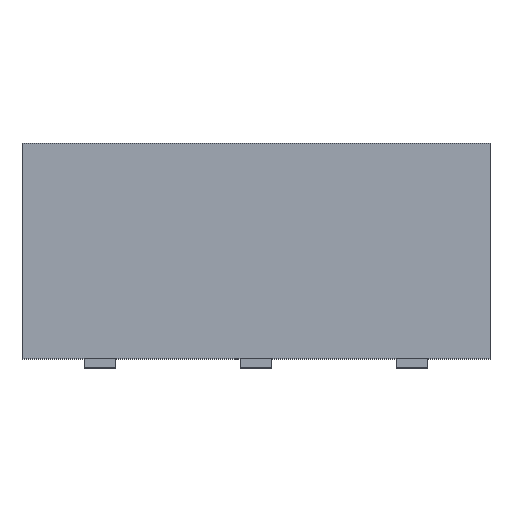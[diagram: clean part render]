
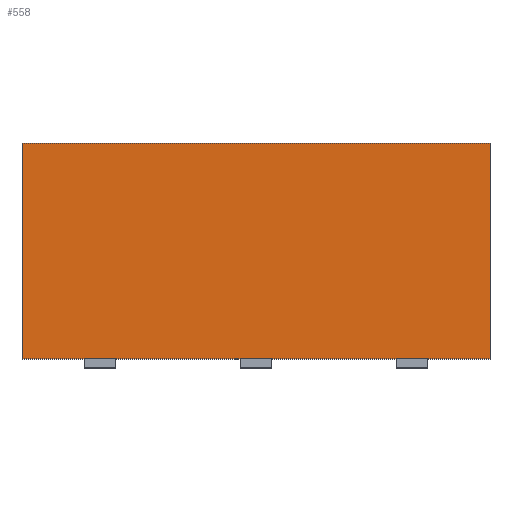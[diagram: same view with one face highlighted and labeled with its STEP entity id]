
A CAD part, top view. The second image highlights one B-rep face of the part: STEP entity #558.
In plain terms, the highlighted planar face has unit normal (0, 0, 1).
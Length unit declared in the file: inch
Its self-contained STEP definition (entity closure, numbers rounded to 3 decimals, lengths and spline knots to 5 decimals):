
#558 = ADVANCED_FACE( '', ( #1131 ), #1132, .F. );
#1131 = FACE_OUTER_BOUND( '', #1709, .T. );
#1132 = PLANE( '', #1710 );
#1709 = EDGE_LOOP( '', ( #3269, #3270, #3271, #3272 ) );
#1710 = AXIS2_PLACEMENT_3D( '', #3273, #3274, #3275 );
#3269 = ORIENTED_EDGE( '', *, *, #3838, .T. );
#3270 = ORIENTED_EDGE( '', *, *, #3831, .F. );
#3271 = ORIENTED_EDGE( '', *, *, #3975, .F. );
#3272 = ORIENTED_EDGE( '', *, *, #4027, .T. );
#3273 = CARTESIAN_POINT( '', ( -0.15, 0.138, 0.1 ) );
#3274 = DIRECTION( '', ( 0., 0., -1. ) );
#3275 = DIRECTION( '', ( -1., 0., 0. ) );
#3831 = EDGE_CURVE( '', #4740, #4742, #4743, .T. );
#3838 = EDGE_CURVE( '', #4752, #4742, #4753, .T. );
#3975 = EDGE_CURVE( '', #4944, #4740, #4946, .T. );
#4027 = EDGE_CURVE( '', #4944, #4752, #5007, .T. );
#4740 = VERTEX_POINT( '', #5995 );
#4742 = VERTEX_POINT( '', #5998 );
#4743 = LINE( '', #5999, #6000 );
#4752 = VERTEX_POINT( '', #6013 );
#4753 = LINE( '', #6014, #6015 );
#4944 = VERTEX_POINT( '', #6300 );
#4946 = LINE( '', #6303, #6304 );
#5007 = LINE( '', #6398, #6399 );
#5995 = CARTESIAN_POINT( '', ( 0.15, 0.138, 0.1 ) );
#5998 = CARTESIAN_POINT( '', ( 0.15, 0., 0.1 ) );
#5999 = CARTESIAN_POINT( '', ( 0.15, 0.138, 0.1 ) );
#6000 = VECTOR( '', #6908, 39.37008 );
#6013 = CARTESIAN_POINT( '', ( -0.15, 0., 0.1 ) );
#6014 = CARTESIAN_POINT( '', ( -0.15, 0., 0.1 ) );
#6015 = VECTOR( '', #6913, 39.37008 );
#6300 = CARTESIAN_POINT( '', ( -0.15, 0.138, 0.1 ) );
#6303 = CARTESIAN_POINT( '', ( -0.15, 0.138, 0.1 ) );
#6304 = VECTOR( '', #7027, 39.37008 );
#6398 = CARTESIAN_POINT( '', ( -0.15, 0.138, 0.1 ) );
#6399 = VECTOR( '', #7064, 39.37008 );
#6908 = DIRECTION( '', ( 0., -1., 0. ) );
#6913 = DIRECTION( '', ( 1., 0., 0. ) );
#7027 = DIRECTION( '', ( 1., 0., 0. ) );
#7064 = DIRECTION( '', ( 0., -1., 0. ) );
